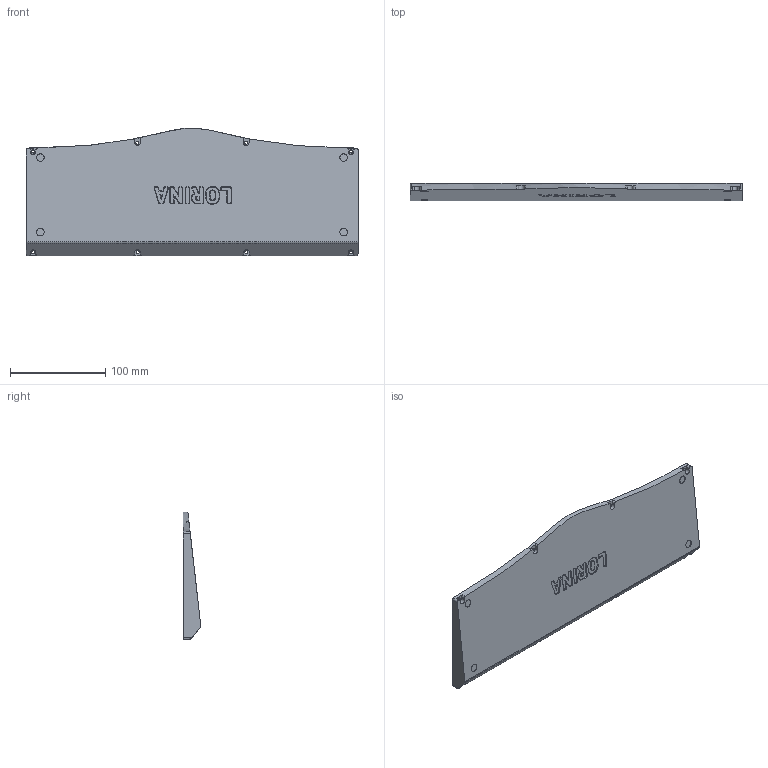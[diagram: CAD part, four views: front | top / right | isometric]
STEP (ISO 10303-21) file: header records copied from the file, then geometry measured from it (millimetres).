
FILE_DESCRIPTION(/* description */ (''),/* implementation_level */ '2;1');
FILE_NAME(/* name */ 'case-bottom.step',/* time_stamp */ '2022-01-30T23:21:04+09:00',/* author */ (''),/* organization */ (''),/* preprocessor_version */ 'ST-DEVELOPER v18.1',/* originating_system */ 'Autodesk Translation Framework v10.10.0.1391',/* authorisation */ '');
FILE_SCHEMA (('AUTOMOTIVE_DESIGN { 1 0 10303 214 3 1 1 }'));
Length unit declared in the file: millimetre
Products named in the file (1): Lorina
Bounding box: 347.99 x 18.44 x 133.7 mm (x, y, z)
Volume: 357414.5 mm3; surface area: 97991.8 mm2
Topology: 1 solids, 1 shells, 284 faces, 725 edges, 456 vertices
Faces by surface type: plane 146, bspline 60, cylinder 53, cone 25
Full cylindrical faces by diameter (mm): 3.2 x8, 8 x4
Entity records: 10457 total; most frequent: CARTESIAN_POINT 4024, ORIENTED_EDGE 1450, DIRECTION 1115, EDGE_CURVE 725, VERTEX_POINT 456, LINE 403, VECTOR 403, AXIS2_PLACEMENT_3D 356
